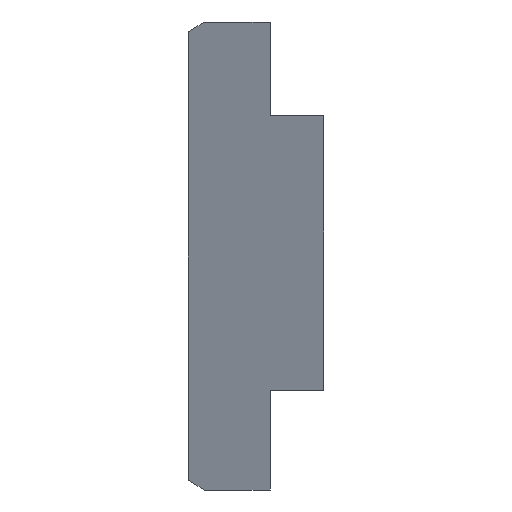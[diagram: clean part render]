
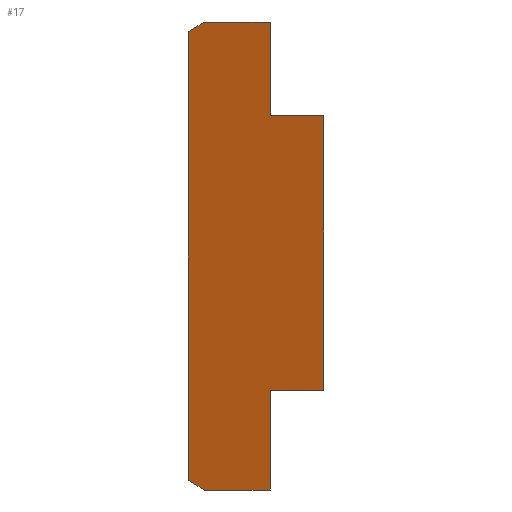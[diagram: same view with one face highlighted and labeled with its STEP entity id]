
A CAD part, left-side view. The second image highlights one B-rep face of the part: STEP entity #17.
In plain terms, the highlighted planar face has unit normal (-0.921, 0.391, 0).
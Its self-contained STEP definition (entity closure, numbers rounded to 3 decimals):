
#17 = ADVANCED_FACE('',(#18),#32,.T.);
#18 = FACE_BOUND('',#19,.F.);
#19 = EDGE_LOOP('',(#20,#43,#59,#75,#91,#107,#123,#139,#155,#171));
#20 = ORIENTED_EDGE('',*,*,#21,.F.);
#21 = EDGE_CURVE('',#22,#24,#26,.T.);
#22 = VERTEX_POINT('',#23);
#23 = CARTESIAN_POINT('',(2.447,10.898,-3.66)
  );
#24 = VERTEX_POINT('',#25);
#25 = CARTESIAN_POINT('',(2.217,10.356,-4.));
#26 = SURFACE_CURVE('',#27,(#31),.PCURVE_S1.);
#27 = LINE('',#28,#29);
#28 = CARTESIAN_POINT('',(2.447,10.898,-3.66)
  );
#29 = VECTOR('',#30,1.);
#30 = DIRECTION('',(-0.338,-0.797,-0.5));
#31 = PCURVE('',#32,#37);
#32 = PLANE('',#33);
#33 = AXIS2_PLACEMENT_3D('',#34,#35,#36);
#34 = CARTESIAN_POINT('',(1.059,7.627,-0.6));
#35 = DIRECTION('',(-0.921,0.391,0.));
#36 = DIRECTION('',(-0.391,-0.921,0.));
#37 = DEFINITIONAL_REPRESENTATION('',(#38),#42);
#38 = LINE('',#39,#40);
#39 = CARTESIAN_POINT('',(-3.553,-3.06));
#40 = VECTOR('',#41,1.);
#41 = DIRECTION('',(0.866,-0.5));
#42 = ( GEOMETRIC_REPRESENTATION_CONTEXT(2) 
PARAMETRIC_REPRESENTATION_CONTEXT() REPRESENTATION_CONTEXT('2D SPACE',''
  ) );
#43 = ORIENTED_EDGE('',*,*,#44,.T.);
#44 = EDGE_CURVE('',#22,#45,#47,.T.);
#45 = VERTEX_POINT('',#46);
#46 = CARTESIAN_POINT('',(2.447,10.898,11.66)
  );
#47 = SURFACE_CURVE('',#48,(#52),.PCURVE_S1.);
#48 = LINE('',#49,#50);
#49 = CARTESIAN_POINT('',(2.447,10.898,-3.66)
  );
#50 = VECTOR('',#51,1.);
#51 = DIRECTION('',(0.,0.,1.));
#52 = PCURVE('',#32,#53);
#53 = DEFINITIONAL_REPRESENTATION('',(#54),#58);
#54 = LINE('',#55,#56);
#55 = CARTESIAN_POINT('',(-3.553,-3.06));
#56 = VECTOR('',#57,1.);
#57 = DIRECTION('',(0.,1.));
#58 = ( GEOMETRIC_REPRESENTATION_CONTEXT(2) 
PARAMETRIC_REPRESENTATION_CONTEXT() REPRESENTATION_CONTEXT('2D SPACE',''
  ) );
#59 = ORIENTED_EDGE('',*,*,#60,.T.);
#60 = EDGE_CURVE('',#45,#61,#63,.T.);
#61 = VERTEX_POINT('',#62);
#62 = CARTESIAN_POINT('',(2.217,10.356,12.));
#63 = SURFACE_CURVE('',#64,(#68),.PCURVE_S1.);
#64 = LINE('',#65,#66);
#65 = CARTESIAN_POINT('',(2.447,10.898,11.66)
  );
#66 = VECTOR('',#67,1.);
#67 = DIRECTION('',(-0.338,-0.797,0.5));
#68 = PCURVE('',#32,#69);
#69 = DEFINITIONAL_REPRESENTATION('',(#70),#74);
#70 = LINE('',#71,#72);
#71 = CARTESIAN_POINT('',(-3.553,12.26));
#72 = VECTOR('',#73,1.);
#73 = DIRECTION('',(0.866,0.5));
#74 = ( GEOMETRIC_REPRESENTATION_CONTEXT(2) 
PARAMETRIC_REPRESENTATION_CONTEXT() REPRESENTATION_CONTEXT('2D SPACE',''
  ) );
#75 = ORIENTED_EDGE('',*,*,#76,.T.);
#76 = EDGE_CURVE('',#61,#77,#79,.T.);
#77 = VERTEX_POINT('',#78);
#78 = CARTESIAN_POINT('',(1.261,8.103,12.));
#79 = SURFACE_CURVE('',#80,(#84),.PCURVE_S1.);
#80 = LINE('',#81,#82);
#81 = CARTESIAN_POINT('',(2.217,10.356,12.));
#82 = VECTOR('',#83,1.);
#83 = DIRECTION('',(-0.391,-0.921,0.));
#84 = PCURVE('',#32,#85);
#85 = DEFINITIONAL_REPRESENTATION('',(#86),#90);
#86 = LINE('',#87,#88);
#87 = CARTESIAN_POINT('',(-2.965,12.6));
#88 = VECTOR('',#89,1.);
#89 = DIRECTION('',(1.,0.));
#90 = ( GEOMETRIC_REPRESENTATION_CONTEXT(2) 
PARAMETRIC_REPRESENTATION_CONTEXT() REPRESENTATION_CONTEXT('2D SPACE',''
  ) );
#91 = ORIENTED_EDGE('',*,*,#92,.F.);
#92 = EDGE_CURVE('',#93,#77,#95,.T.);
#93 = VERTEX_POINT('',#94);
#94 = CARTESIAN_POINT('',(1.261,8.103,8.8));
#95 = SURFACE_CURVE('',#96,(#100),.PCURVE_S1.);
#96 = LINE('',#97,#98);
#97 = CARTESIAN_POINT('',(1.261,8.103,8.8));
#98 = VECTOR('',#99,1.);
#99 = DIRECTION('',(0.,0.,1.));
#100 = PCURVE('',#32,#101);
#101 = DEFINITIONAL_REPRESENTATION('',(#102),#106);
#102 = LINE('',#103,#104);
#103 = CARTESIAN_POINT('',(-0.517,9.4));
#104 = VECTOR('',#105,1.);
#105 = DIRECTION('',(0.,1.));
#106 = ( GEOMETRIC_REPRESENTATION_CONTEXT(2) 
PARAMETRIC_REPRESENTATION_CONTEXT() REPRESENTATION_CONTEXT('2D SPACE',''
  ) );
#107 = ORIENTED_EDGE('',*,*,#108,.T.);
#108 = EDGE_CURVE('',#93,#109,#111,.T.);
#109 = VERTEX_POINT('',#110);
#110 = CARTESIAN_POINT('',(0.488,6.281,8.8));
#111 = SURFACE_CURVE('',#112,(#116),.PCURVE_S1.);
#112 = LINE('',#113,#114);
#113 = CARTESIAN_POINT('',(1.261,8.103,8.8));
#114 = VECTOR('',#115,1.);
#115 = DIRECTION('',(-0.391,-0.921,0.));
#116 = PCURVE('',#32,#117);
#117 = DEFINITIONAL_REPRESENTATION('',(#118),#122);
#118 = LINE('',#119,#120);
#119 = CARTESIAN_POINT('',(-0.517,9.4));
#120 = VECTOR('',#121,1.);
#121 = DIRECTION('',(1.,0.));
#122 = ( GEOMETRIC_REPRESENTATION_CONTEXT(2) 
PARAMETRIC_REPRESENTATION_CONTEXT() REPRESENTATION_CONTEXT('2D SPACE',''
  ) );
#123 = ORIENTED_EDGE('',*,*,#124,.T.);
#124 = EDGE_CURVE('',#109,#125,#127,.T.);
#125 = VERTEX_POINT('',#126);
#126 = CARTESIAN_POINT('',(0.488,6.281,-0.6));
#127 = SURFACE_CURVE('',#128,(#132),.PCURVE_S1.);
#128 = LINE('',#129,#130);
#129 = CARTESIAN_POINT('',(0.488,6.281,8.8));
#130 = VECTOR('',#131,1.);
#131 = DIRECTION('',(0.,0.,-1.));
#132 = PCURVE('',#32,#133);
#133 = DEFINITIONAL_REPRESENTATION('',(#134),#138);
#134 = LINE('',#135,#136);
#135 = CARTESIAN_POINT('',(1.462,9.4));
#136 = VECTOR('',#137,1.);
#137 = DIRECTION('',(-0.,-1.));
#138 = ( GEOMETRIC_REPRESENTATION_CONTEXT(2) 
PARAMETRIC_REPRESENTATION_CONTEXT() REPRESENTATION_CONTEXT('2D SPACE',''
  ) );
#139 = ORIENTED_EDGE('',*,*,#140,.F.);
#140 = EDGE_CURVE('',#141,#125,#143,.T.);
#141 = VERTEX_POINT('',#142);
#142 = CARTESIAN_POINT('',(1.261,8.103,-0.6));
#143 = SURFACE_CURVE('',#144,(#148),.PCURVE_S1.);
#144 = LINE('',#145,#146);
#145 = CARTESIAN_POINT('',(1.261,8.103,-0.6));
#146 = VECTOR('',#147,1.);
#147 = DIRECTION('',(-0.391,-0.921,0.));
#148 = PCURVE('',#32,#149);
#149 = DEFINITIONAL_REPRESENTATION('',(#150),#154);
#150 = LINE('',#151,#152);
#151 = CARTESIAN_POINT('',(-0.517,0.));
#152 = VECTOR('',#153,1.);
#153 = DIRECTION('',(1.,0.));
#154 = ( GEOMETRIC_REPRESENTATION_CONTEXT(2) 
PARAMETRIC_REPRESENTATION_CONTEXT() REPRESENTATION_CONTEXT('2D SPACE',''
  ) );
#155 = ORIENTED_EDGE('',*,*,#156,.F.);
#156 = EDGE_CURVE('',#157,#141,#159,.T.);
#157 = VERTEX_POINT('',#158);
#158 = CARTESIAN_POINT('',(1.261,8.103,-4.));
#159 = SURFACE_CURVE('',#160,(#164),.PCURVE_S1.);
#160 = LINE('',#161,#162);
#161 = CARTESIAN_POINT('',(1.261,8.103,-4.));
#162 = VECTOR('',#163,1.);
#163 = DIRECTION('',(0.,0.,1.));
#164 = PCURVE('',#32,#165);
#165 = DEFINITIONAL_REPRESENTATION('',(#166),#170);
#166 = LINE('',#167,#168);
#167 = CARTESIAN_POINT('',(-0.517,-3.4));
#168 = VECTOR('',#169,1.);
#169 = DIRECTION('',(0.,1.));
#170 = ( GEOMETRIC_REPRESENTATION_CONTEXT(2) 
PARAMETRIC_REPRESENTATION_CONTEXT() REPRESENTATION_CONTEXT('2D SPACE',''
  ) );
#171 = ORIENTED_EDGE('',*,*,#172,.F.);
#172 = EDGE_CURVE('',#24,#157,#173,.T.);
#173 = SURFACE_CURVE('',#174,(#178),.PCURVE_S1.);
#174 = LINE('',#175,#176);
#175 = CARTESIAN_POINT('',(2.217,10.356,-4.));
#176 = VECTOR('',#177,1.);
#177 = DIRECTION('',(-0.391,-0.921,0.));
#178 = PCURVE('',#32,#179);
#179 = DEFINITIONAL_REPRESENTATION('',(#180),#184);
#180 = LINE('',#181,#182);
#181 = CARTESIAN_POINT('',(-2.965,-3.4));
#182 = VECTOR('',#183,1.);
#183 = DIRECTION('',(1.,0.));
#184 = ( GEOMETRIC_REPRESENTATION_CONTEXT(2) 
PARAMETRIC_REPRESENTATION_CONTEXT() REPRESENTATION_CONTEXT('2D SPACE',''
  ) );
